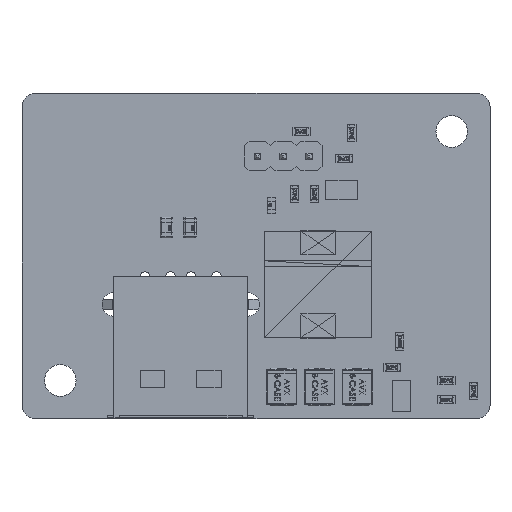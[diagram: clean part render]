
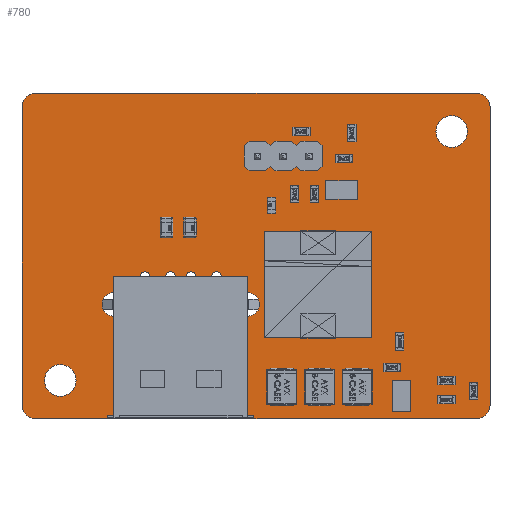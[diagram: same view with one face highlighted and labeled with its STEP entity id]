
A CAD part, top view. The second image highlights one B-rep face of the part: STEP entity #780.
In plain terms, the highlighted planar face has unit normal (0, 0, 1).
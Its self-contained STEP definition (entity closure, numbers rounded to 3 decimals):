
#119 = VERTEX_POINT('',#120);
#120 = CARTESIAN_POINT('',(53.911,40.005,0.));
#126 = EDGE_CURVE('',#119,#127,#129,.T.);
#127 = VERTEX_POINT('',#128);
#128 = CARTESIAN_POINT('',(53.911,69.215,0.));
#129 = LINE('',#130,#131);
#130 = CARTESIAN_POINT('',(53.911,40.005,0.));
#131 = VECTOR('',#132,1.);
#132 = DIRECTION('',(0.,1.,0.));
#157 = EDGE_CURVE('',#127,#158,#160,.T.);
#158 = VERTEX_POINT('',#159);
#159 = CARTESIAN_POINT('',(55.245,70.549,0.));
#160 = CIRCLE('',#161,1.335);
#161 = AXIS2_PLACEMENT_3D('',#162,#163,#164);
#162 = CARTESIAN_POINT('',(55.246,69.214,0.));
#163 = DIRECTION('',(0.,0.,-1.));
#164 = DIRECTION('',(-1.,0.001,0.));
#190 = EDGE_CURVE('',#158,#191,#193,.T.);
#191 = VERTEX_POINT('',#192);
#192 = CARTESIAN_POINT('',(98.425,70.549,0.));
#193 = LINE('',#194,#195);
#194 = CARTESIAN_POINT('',(55.245,70.549,0.));
#195 = VECTOR('',#196,1.);
#196 = DIRECTION('',(1.,0.,0.));
#221 = EDGE_CURVE('',#191,#222,#224,.T.);
#222 = VERTEX_POINT('',#223);
#223 = CARTESIAN_POINT('',(99.759,69.215,0.));
#224 = CIRCLE('',#225,1.335);
#225 = AXIS2_PLACEMENT_3D('',#226,#227,#228);
#226 = CARTESIAN_POINT('',(98.424,69.214,0.));
#227 = DIRECTION('',(0.,0.,-1.));
#228 = DIRECTION('',(0.001,1.,0.));
#254 = EDGE_CURVE('',#222,#255,#257,.T.);
#255 = VERTEX_POINT('',#256);
#256 = CARTESIAN_POINT('',(99.759,40.005,0.));
#257 = LINE('',#258,#259);
#258 = CARTESIAN_POINT('',(99.759,69.215,0.));
#259 = VECTOR('',#260,1.);
#260 = DIRECTION('',(0.,-1.,0.));
#285 = EDGE_CURVE('',#255,#286,#288,.T.);
#286 = VERTEX_POINT('',#287);
#287 = CARTESIAN_POINT('',(98.425,38.671,0.));
#288 = CIRCLE('',#289,1.335);
#289 = AXIS2_PLACEMENT_3D('',#290,#291,#292);
#290 = CARTESIAN_POINT('',(98.424,40.006,0.));
#291 = DIRECTION('',(0.,0.,-1.));
#292 = DIRECTION('',(1.,-0.001,0.));
#318 = EDGE_CURVE('',#286,#319,#321,.T.);
#319 = VERTEX_POINT('',#320);
#320 = CARTESIAN_POINT('',(55.245,38.671,0.));
#321 = LINE('',#322,#323);
#322 = CARTESIAN_POINT('',(98.425,38.671,0.));
#323 = VECTOR('',#324,1.);
#324 = DIRECTION('',(-1.,0.,0.));
#349 = EDGE_CURVE('',#319,#119,#350,.T.);
#350 = CIRCLE('',#351,1.335);
#351 = AXIS2_PLACEMENT_3D('',#352,#353,#354);
#352 = CARTESIAN_POINT('',(55.246,40.006,0.));
#353 = DIRECTION('',(0.,0.,-1.));
#354 = DIRECTION('',(-0.001,-1.,0.));
#375 = VERTEX_POINT('',#376);
#376 = CARTESIAN_POINT('',(59.208,42.418,0.));
#382 = EDGE_CURVE('',#375,#375,#383,.T.);
#383 = CIRCLE('',#384,1.55);
#384 = AXIS2_PLACEMENT_3D('',#385,#386,#387);
#385 = CARTESIAN_POINT('',(57.658,42.418,0.));
#386 = DIRECTION('',(0.,0.,1.));
#387 = DIRECTION('',(1.,0.,0.));
#408 = VERTEX_POINT('',#409);
#409 = CARTESIAN_POINT('',(64.049,49.868,0.));
#415 = EDGE_CURVE('',#408,#408,#416,.T.);
#416 = CIRCLE('',#417,1.15);
#417 = AXIS2_PLACEMENT_3D('',#418,#419,#420);
#418 = CARTESIAN_POINT('',(62.899,49.868,0.));
#419 = DIRECTION('',(0.,0.,1.));
#420 = DIRECTION('',(1.,0.,0.));
#441 = VERTEX_POINT('',#442);
#442 = CARTESIAN_POINT('',(66.452,52.578,0.));
#448 = EDGE_CURVE('',#441,#441,#449,.T.);
#449 = CIRCLE('',#450,0.483);
#450 = AXIS2_PLACEMENT_3D('',#451,#452,#453);
#451 = CARTESIAN_POINT('',(65.969,52.578,0.));
#452 = DIRECTION('',(0.,0.,1.));
#453 = DIRECTION('',(1.,0.,0.));
#474 = VERTEX_POINT('',#475);
#475 = CARTESIAN_POINT('',(70.952,52.578,0.));
#481 = EDGE_CURVE('',#474,#474,#482,.T.);
#482 = CIRCLE('',#483,0.483);
#483 = AXIS2_PLACEMENT_3D('',#484,#485,#486);
#484 = CARTESIAN_POINT('',(70.469,52.578,0.));
#485 = DIRECTION('',(0.,0.,1.));
#486 = DIRECTION('',(1.,0.,0.));
#507 = VERTEX_POINT('',#508);
#508 = CARTESIAN_POINT('',(68.952,52.578,0.));
#514 = EDGE_CURVE('',#507,#507,#515,.T.);
#515 = CIRCLE('',#516,0.483);
#516 = AXIS2_PLACEMENT_3D('',#517,#518,#519);
#517 = CARTESIAN_POINT('',(68.469,52.578,0.));
#518 = DIRECTION('',(0.,0.,1.));
#519 = DIRECTION('',(1.,0.,0.));
#540 = VERTEX_POINT('',#541);
#541 = CARTESIAN_POINT('',(73.452,52.578,0.));
#547 = EDGE_CURVE('',#540,#540,#548,.T.);
#548 = CIRCLE('',#549,0.483);
#549 = AXIS2_PLACEMENT_3D('',#550,#551,#552);
#550 = CARTESIAN_POINT('',(72.969,52.578,0.));
#551 = DIRECTION('',(0.,0.,1.));
#552 = DIRECTION('',(1.,0.,0.));
#573 = VERTEX_POINT('',#574);
#574 = CARTESIAN_POINT('',(77.189,49.868,0.));
#580 = EDGE_CURVE('',#573,#573,#581,.T.);
#581 = CIRCLE('',#582,1.15);
#582 = AXIS2_PLACEMENT_3D('',#583,#584,#585);
#583 = CARTESIAN_POINT('',(76.039,49.868,0.));
#584 = DIRECTION('',(0.,0.,1.));
#585 = DIRECTION('',(1.,0.,0.));
#606 = VERTEX_POINT('',#607);
#607 = CARTESIAN_POINT('',(77.472,64.389,0.));
#613 = EDGE_CURVE('',#606,#606,#614,.T.);
#614 = CIRCLE('',#615,0.51);
#615 = AXIS2_PLACEMENT_3D('',#616,#617,#618);
#616 = CARTESIAN_POINT('',(76.962,64.389,0.));
#617 = DIRECTION('',(0.,0.,1.));
#618 = DIRECTION('',(1.,0.,0.));
#639 = VERTEX_POINT('',#640);
#640 = CARTESIAN_POINT('',(80.012,64.389,0.));
#646 = EDGE_CURVE('',#639,#639,#647,.T.);
#647 = CIRCLE('',#648,0.51);
#648 = AXIS2_PLACEMENT_3D('',#649,#650,#651);
#649 = CARTESIAN_POINT('',(79.502,64.389,0.));
#650 = DIRECTION('',(0.,0.,1.));
#651 = DIRECTION('',(1.,0.,0.));
#672 = VERTEX_POINT('',#673);
#673 = CARTESIAN_POINT('',(82.552,64.389,0.));
#679 = EDGE_CURVE('',#672,#672,#680,.T.);
#680 = CIRCLE('',#681,0.51);
#681 = AXIS2_PLACEMENT_3D('',#682,#683,#684);
#682 = CARTESIAN_POINT('',(82.042,64.389,0.));
#683 = DIRECTION('',(0.,0.,1.));
#684 = DIRECTION('',(1.,0.,0.));
#705 = VERTEX_POINT('',#706);
#706 = CARTESIAN_POINT('',(97.562,66.802,0.));
#712 = EDGE_CURVE('',#705,#705,#713,.T.);
#713 = CIRCLE('',#714,1.55);
#714 = AXIS2_PLACEMENT_3D('',#715,#716,#717);
#715 = CARTESIAN_POINT('',(96.012,66.802,0.));
#716 = DIRECTION('',(0.,0.,1.));
#717 = DIRECTION('',(1.,0.,0.));
#780 = ADVANCED_FACE('',(#781,#791,#794,#797,#800,#803,#806,#809,#812,
    #815,#818,#821),#824,.T.);
#781 = FACE_BOUND('',#782,.F.);
#782 = EDGE_LOOP('',(#783,#784,#785,#786,#787,#788,#789,#790));
#783 = ORIENTED_EDGE('',*,*,#126,.T.);
#784 = ORIENTED_EDGE('',*,*,#157,.T.);
#785 = ORIENTED_EDGE('',*,*,#190,.T.);
#786 = ORIENTED_EDGE('',*,*,#221,.T.);
#787 = ORIENTED_EDGE('',*,*,#254,.T.);
#788 = ORIENTED_EDGE('',*,*,#285,.T.);
#789 = ORIENTED_EDGE('',*,*,#318,.T.);
#790 = ORIENTED_EDGE('',*,*,#349,.T.);
#791 = FACE_BOUND('',#792,.T.);
#792 = EDGE_LOOP('',(#793));
#793 = ORIENTED_EDGE('',*,*,#382,.F.);
#794 = FACE_BOUND('',#795,.T.);
#795 = EDGE_LOOP('',(#796));
#796 = ORIENTED_EDGE('',*,*,#415,.F.);
#797 = FACE_BOUND('',#798,.T.);
#798 = EDGE_LOOP('',(#799));
#799 = ORIENTED_EDGE('',*,*,#448,.F.);
#800 = FACE_BOUND('',#801,.T.);
#801 = EDGE_LOOP('',(#802));
#802 = ORIENTED_EDGE('',*,*,#481,.F.);
#803 = FACE_BOUND('',#804,.T.);
#804 = EDGE_LOOP('',(#805));
#805 = ORIENTED_EDGE('',*,*,#514,.F.);
#806 = FACE_BOUND('',#807,.T.);
#807 = EDGE_LOOP('',(#808));
#808 = ORIENTED_EDGE('',*,*,#547,.F.);
#809 = FACE_BOUND('',#810,.T.);
#810 = EDGE_LOOP('',(#811));
#811 = ORIENTED_EDGE('',*,*,#580,.F.);
#812 = FACE_BOUND('',#813,.T.);
#813 = EDGE_LOOP('',(#814));
#814 = ORIENTED_EDGE('',*,*,#613,.F.);
#815 = FACE_BOUND('',#816,.T.);
#816 = EDGE_LOOP('',(#817));
#817 = ORIENTED_EDGE('',*,*,#646,.F.);
#818 = FACE_BOUND('',#819,.T.);
#819 = EDGE_LOOP('',(#820));
#820 = ORIENTED_EDGE('',*,*,#679,.F.);
#821 = FACE_BOUND('',#822,.T.);
#822 = EDGE_LOOP('',(#823));
#823 = ORIENTED_EDGE('',*,*,#712,.F.);
#824 = PLANE('',#825);
#825 = AXIS2_PLACEMENT_3D('',#826,#827,#828);
#826 = CARTESIAN_POINT('',(53.911,40.005,0.));
#827 = DIRECTION('',(0.,0.,1.));
#828 = DIRECTION('',(1.,0.,0.));
